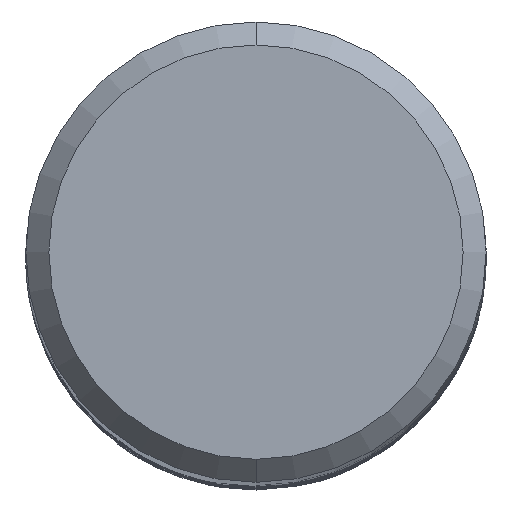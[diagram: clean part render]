
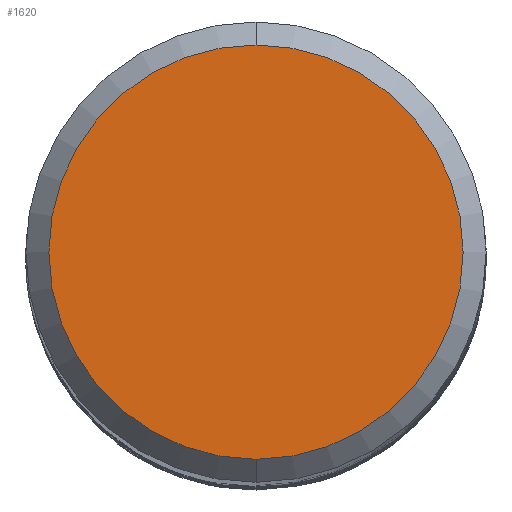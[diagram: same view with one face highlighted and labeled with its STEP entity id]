
A CAD part, top view. The second image highlights one B-rep face of the part: STEP entity #1620.
In plain terms, the highlighted planar face has unit normal (0, 0, 1).
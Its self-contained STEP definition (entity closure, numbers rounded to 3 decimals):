
#1190=EDGE_CURVE('',#1460,#2424,#2856,.T.);
#1460=VERTEX_POINT('',#3149);
#1620=ADVANCED_FACE('',(#3332),#3333,.T.);
#1750=EDGE_CURVE('',#2424,#1460,#3474,.T.);
#2424=VERTEX_POINT('',#4206);
#2856=CIRCLE('',#9359,5.4);
#3149=CARTESIAN_POINT('',(0.,-5.4,0.0));
#3332=FACE_OUTER_BOUND('',#16140,.T.);
#3333=PLANE('',#16141);
#3474=CIRCLE('',#18860,5.4);
#4206=CARTESIAN_POINT('',(0.0,5.4,0.0));
#9359=AXIS2_PLACEMENT_3D('',#30758,#30759,#30760);
#16140=EDGE_LOOP('',(#31294,#31295));
#16141=AXIS2_PLACEMENT_3D('',#31296,#31297,#31298);
#18860=AXIS2_PLACEMENT_3D('',#31430,#31431,#31432);
#30758=CARTESIAN_POINT('',(0.0,0.0,0.0));
#30759=DIRECTION('',(0.0,0.0,-1.0));
#30760=DIRECTION('',(0.0,1.0,0.0));
#31294=ORIENTED_EDGE('',*,*,#1750,.F.);
#31295=ORIENTED_EDGE('',*,*,#1190,.F.);
#31296=CARTESIAN_POINT('',(0.0,2.7,0.0));
#31297=DIRECTION('',(-0.0,0.0,1.0));
#31298=DIRECTION('',(0.0,-1.0,0.0));
#31430=CARTESIAN_POINT('',(0.0,0.0,0.0));
#31431=DIRECTION('',(0.0,0.0,-1.0));
#31432=DIRECTION('',(0.0,1.0,0.0));
